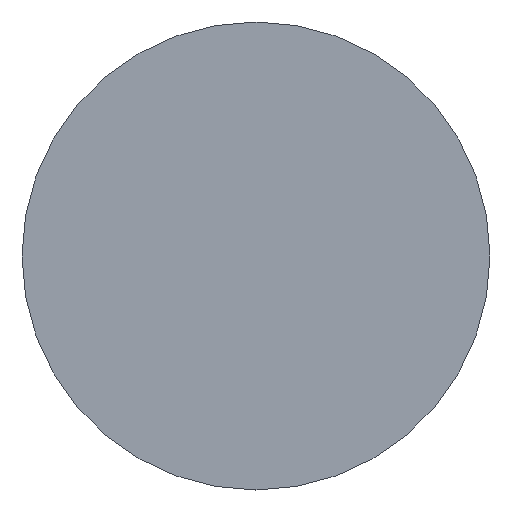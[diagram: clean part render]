
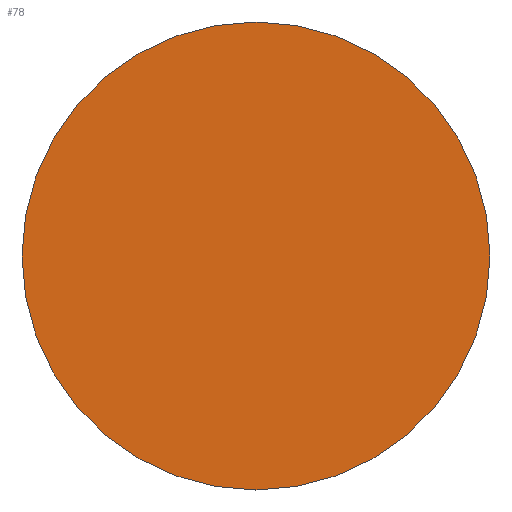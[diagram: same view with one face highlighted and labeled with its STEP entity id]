
A CAD part, left-side view. The second image highlights one B-rep face of the part: STEP entity #78.
In plain terms, the highlighted planar face has unit normal (-1, 0, 0).
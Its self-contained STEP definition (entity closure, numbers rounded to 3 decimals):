
#2 = CARTESIAN_POINT ( 'NONE',  ( 114.986, 48.157, 0. ) ) ;
#4 = ORIENTED_EDGE ( 'NONE', *, *, #151, .T. ) ;
#5 = DIRECTION ( 'NONE',  ( 1., 0., 0. ) ) ;
#12 = DIRECTION ( 'NONE',  ( 0., -1., 0. ) ) ;
#19 = DIRECTION ( 'NONE',  ( 0., 1., 0. ) ) ;
#20 = CARTESIAN_POINT ( 'NONE',  ( 114.986, 65.157, 0. ) ) ;
#21 = VERTEX_POINT ( 'NONE', #48 ) ;
#32 = PLANE ( 'NONE',  #55 ) ;
#39 = CARTESIAN_POINT ( 'NONE',  ( 114.986, 65.157, 0. ) ) ;
#48 = CARTESIAN_POINT ( 'NONE',  ( 114.986, 82.157, 0. ) ) ;
#49 = ORIENTED_EDGE ( 'NONE', *, *, #165, .T. ) ;
#55 = AXIS2_PLACEMENT_3D ( 'NONE', #61, #5, #19 ) ;
#61 = CARTESIAN_POINT ( 'NONE',  ( 114.986, 65.157, 0. ) ) ;
#65 = CIRCLE ( 'NONE', #98, 17. ) ;
#68 = DIRECTION ( 'NONE',  ( -1., 0., 0. ) ) ;
#78 = ADVANCED_FACE ( 'NONE', ( #107 ), #32, .F. ) ;
#91 = DIRECTION ( 'NONE',  ( 0., -1., 0. ) ) ;
#98 = AXIS2_PLACEMENT_3D ( 'NONE', #39, #160, #91 ) ;
#107 = FACE_OUTER_BOUND ( 'NONE', #118, .T. ) ;
#118 = EDGE_LOOP ( 'NONE', ( #49, #4 ) ) ;
#126 = AXIS2_PLACEMENT_3D ( 'NONE', #20, #68, #12 ) ;
#151 = EDGE_CURVE ( 'NONE', #21, #154, #161, .T. ) ;
#154 = VERTEX_POINT ( 'NONE', #2 ) ;
#160 = DIRECTION ( 'NONE',  ( -1., 0., 0. ) ) ;
#161 = CIRCLE ( 'NONE', #126, 17. ) ;
#165 = EDGE_CURVE ( 'NONE', #154, #21, #65, .T. ) ;
